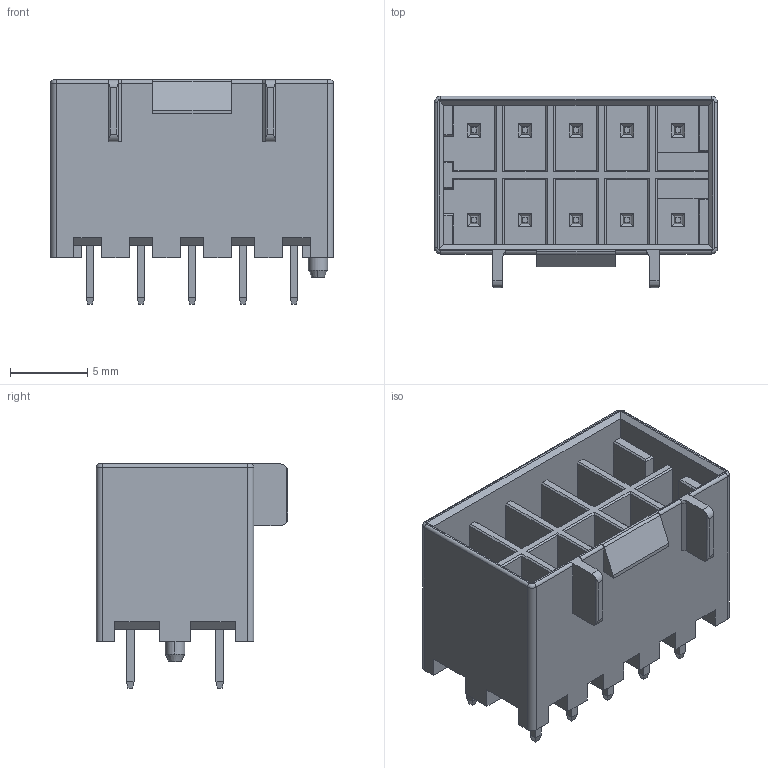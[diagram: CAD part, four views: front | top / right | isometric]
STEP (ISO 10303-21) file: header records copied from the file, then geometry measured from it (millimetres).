
FILE_DESCRIPTION(('Creo Elements/Direct Modeling STEP Export'),'2;1');
FILE_NAME('DF33C-10DP-3.3DSA.stp','2016-03-24T16:57:33',(''),(''),'Creo Elements/Direct Modeling STEP processor for AP214 (Solid Model)','Creo Elements/Direct Modeling 18.1E 22-Nov-2013 (C) Parametric Technology GmbH','');
FILE_SCHEMA(('AUTOMOTIVE_DESIGN { 1 0 10303 214 1 1 1 1 }'));
Length unit declared in the file: millimetre
Products named in the file (1): DF33C-10DP-3.3DSA
Bounding box: 18.3 x 12.4 x 14.5 mm (x, y, z)
Volume: 931.2 mm3; surface area: 2363.4 mm2
Topology: 1 solids, 1 shells, 439 faces, 1068 edges, 653 vertices
Faces by surface type: plane 409, cylinder 22, torus 4, cone 4
Entity records: 12581 total; most frequent: CARTESIAN_POINT 2371, ORIENTED_EDGE 2136, DIRECTION 1973, EDGE_CURVE 1068, VECTOR 1011, LINE 1011, VERTEX_POINT 653, AXIS2_PLACEMENT_3D 481
